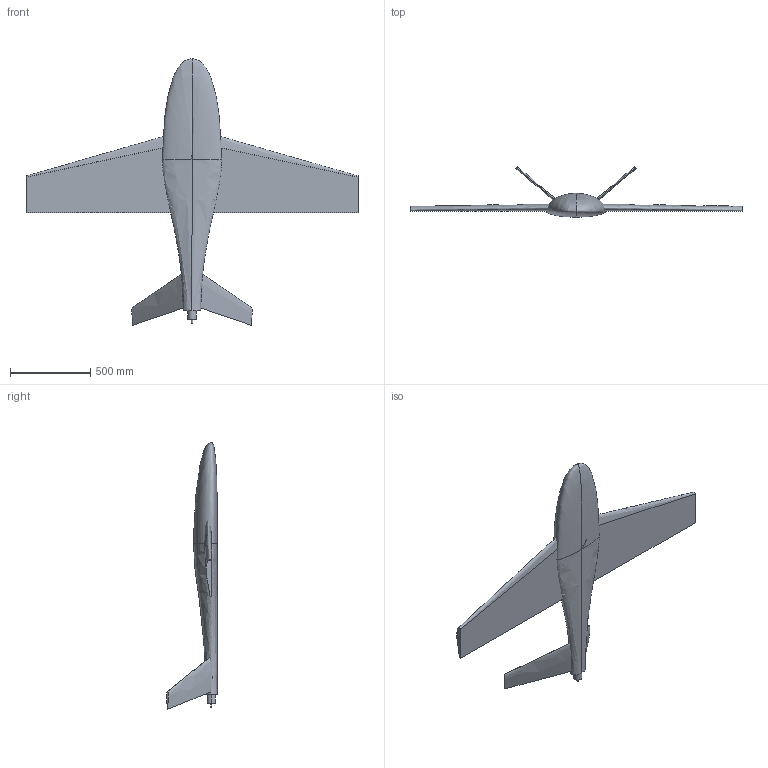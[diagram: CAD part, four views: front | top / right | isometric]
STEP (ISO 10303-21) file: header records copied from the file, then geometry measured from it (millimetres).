
FILE_DESCRIPTION(('FreeCAD Model'),'2;1');
FILE_NAME('Open CASCADE Shape Model','2025-04-26T16:33:16',('FreeCAD'),( 'FreeCAD'),'Open CASCADE STEP processor 7.6','FreeCAD','Unknown');
FILE_SCHEMA(('AUTOMOTIVE_DESIGN { 1 0 10303 214 1 1 1 1 }'));
Length unit declared in the file: millimetre
Products named in the file (1): Open CASCADE STEP translator 7.6 1
Bounding box: 2067.52 x 315.89 x 1661.36 mm (x, y, z)
Volume: 57124394.9 mm3; surface area: 2918784 mm2
Topology: 6 solids, 6 shells, 30 faces, 53 edges, 32 vertices
Faces by surface type: bspline 30
Entity records: 2378 total; most frequent: CARTESIAN_POINT 2013, ORIENTED_EDGE 98, EDGE_CURVE 49, B_SPLINE_CURVE_WITH_KNOTS 41, VERTEX_POINT 32, FACE_BOUND 31, EDGE_LOOP 31, ADVANCED_FACE 30
